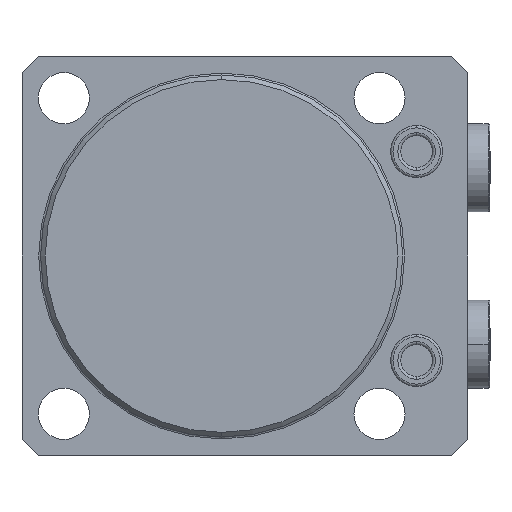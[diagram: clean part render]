
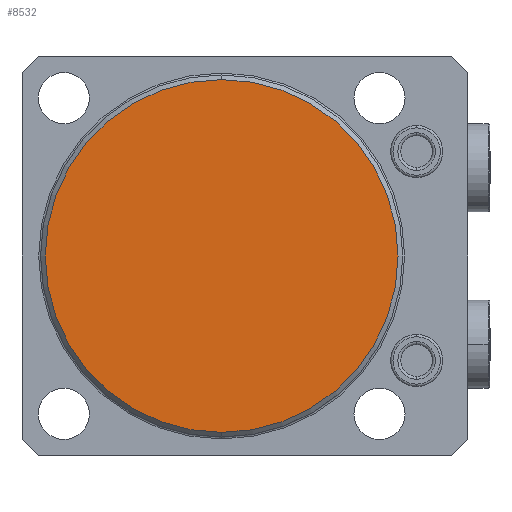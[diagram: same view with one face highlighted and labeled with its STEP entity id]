
A CAD part, front view. The second image highlights one B-rep face of the part: STEP entity #8532.
In plain terms, the highlighted planar face has unit normal (0, -1, 0).
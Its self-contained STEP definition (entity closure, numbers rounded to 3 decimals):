
#489 = AXIS2_PLACEMENT_3D ( 'NONE', #8209, #8206, #8205 ) ;
#656 = AXIS2_PLACEMENT_3D ( 'NONE', #3428, #3420, #3416 ) ;
#685 = EDGE_CURVE ( 'NONE', #6770, #6777, #6570, .T. ) ;
#1198 = EDGE_CURVE ( 'NONE', #6777, #6770, #3103, .T. ) ;
#2459 = AXIS2_PLACEMENT_3D ( 'NONE', #7492, #7484, #7483 ) ;
#3103 = CIRCLE ( 'NONE', #489, 38. ) ;
#3416 = DIRECTION ( 'NONE',  ( 0., 0., 1. ) ) ;
#3420 = DIRECTION ( 'NONE',  ( 0., -1., 0. ) ) ;
#3428 = CARTESIAN_POINT ( 'NONE',  ( 0., -55., 0. ) ) ;
#4022 = CARTESIAN_POINT ( 'NONE',  ( 0., -55., -38. ) ) ;
#4031 = CARTESIAN_POINT ( 'NONE',  ( 0., -55., 38. ) ) ;
#4497 = EDGE_LOOP ( 'NONE', ( #4729, #4737 ) ) ;
#4729 = ORIENTED_EDGE ( 'NONE', *, *, #685, .T. ) ;
#4737 = ORIENTED_EDGE ( 'NONE', *, *, #1198, .T. ) ;
#5873 = FACE_OUTER_BOUND ( 'NONE', #4497, .T. ) ;
#6570 = CIRCLE ( 'NONE', #656, 38. ) ;
#6770 = VERTEX_POINT ( 'NONE', #4031 ) ;
#6777 = VERTEX_POINT ( 'NONE', #4022 ) ;
#7483 = DIRECTION ( 'NONE',  ( 0., 0., 1. ) ) ;
#7484 = DIRECTION ( 'NONE',  ( 0., 1., 0. ) ) ;
#7487 = PLANE ( 'NONE',  #2459 ) ;
#7492 = CARTESIAN_POINT ( 'NONE',  ( 0., -55., 0. ) ) ;
#8205 = DIRECTION ( 'NONE',  ( 0., 0., 1. ) ) ;
#8206 = DIRECTION ( 'NONE',  ( 0., -1., 0. ) ) ;
#8209 = CARTESIAN_POINT ( 'NONE',  ( 0., -55., 0. ) ) ;
#8532 = ADVANCED_FACE ( 'NONE', ( #5873 ), #7487, .F. ) ;
